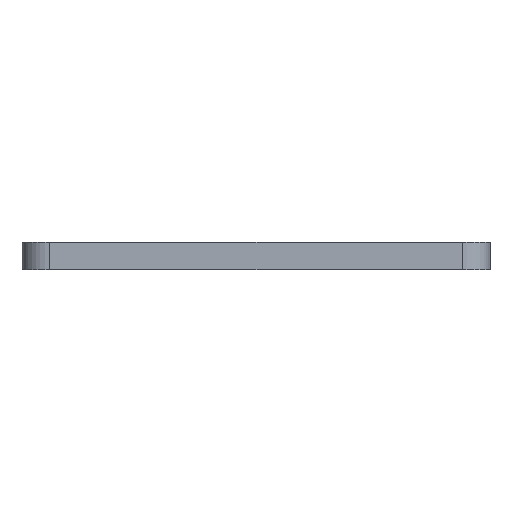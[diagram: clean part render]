
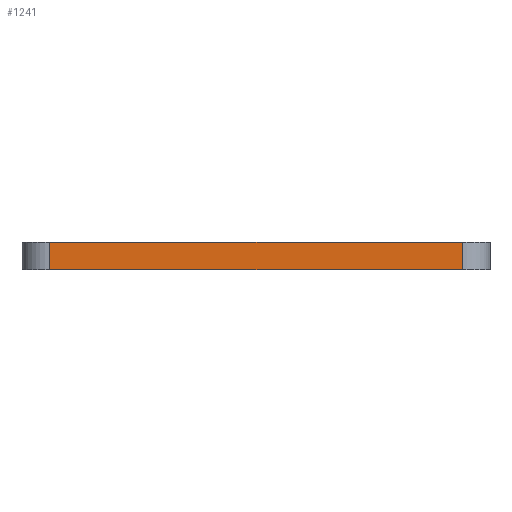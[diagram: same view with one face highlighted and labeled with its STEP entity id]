
A CAD part, left-side view. The second image highlights one B-rep face of the part: STEP entity #1241.
In plain terms, the highlighted planar face has unit normal (-1, 0, 0).
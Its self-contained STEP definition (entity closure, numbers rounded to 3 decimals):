
#93=PLANE('',#1317);
#151=FACE_OUTER_BOUND('',#224,.T.);
#224=EDGE_LOOP('',(#1117,#1118,#1119,#1120));
#247=LINE('',#1643,#399);
#297=LINE('',#1758,#449);
#299=LINE('',#1763,#451);
#392=LINE('',#1958,#544);
#399=VECTOR('',#1339,10.);
#449=VECTOR('',#1411,10.);
#451=VECTOR('',#1417,10.);
#544=VECTOR('',#1618,10.);
#568=VERTEX_POINT('',#1640);
#569=VERTEX_POINT('',#1642);
#623=VERTEX_POINT('',#1756);
#624=VERTEX_POINT('',#1762);
#682=EDGE_CURVE('',#568,#569,#247,.T.);
#740=EDGE_CURVE('',#623,#568,#297,.T.);
#742=EDGE_CURVE('',#569,#624,#299,.T.);
#840=EDGE_CURVE('',#624,#623,#392,.T.);
#1117=ORIENTED_EDGE('',*,*,#740,.F.);
#1118=ORIENTED_EDGE('',*,*,#840,.F.);
#1119=ORIENTED_EDGE('',*,*,#742,.F.);
#1120=ORIENTED_EDGE('',*,*,#682,.F.);
#1241=ADVANCED_FACE('',(#151),#93,.T.);
#1317=AXIS2_PLACEMENT_3D('',#1957,#1616,#1617);
#1339=DIRECTION('',(0.,-1.,0.));
#1411=DIRECTION('',(0.,0.,1.));
#1417=DIRECTION('',(0.,0.,-1.));
#1616=DIRECTION('center_axis',(-1.,0.,0.));
#1617=DIRECTION('ref_axis',(0.,-1.,0.));
#1618=DIRECTION('',(0.,1.,0.));
#1640=CARTESIAN_POINT('',(-10.,5.,18.));
#1642=CARTESIAN_POINT('',(-10.,-69.55,18.));
#1643=CARTESIAN_POINT('',(-10.,-74.55,18.));
#1756=CARTESIAN_POINT('',(-10.,5.,13.));
#1758=CARTESIAN_POINT('',(-10.,5.,13.));
#1762=CARTESIAN_POINT('',(-10.,-69.55,13.));
#1763=CARTESIAN_POINT('',(-10.,-69.55,13.));
#1957=CARTESIAN_POINT('Origin',(-10.,10.,13.));
#1958=CARTESIAN_POINT('',(-10.,-74.55,13.));
